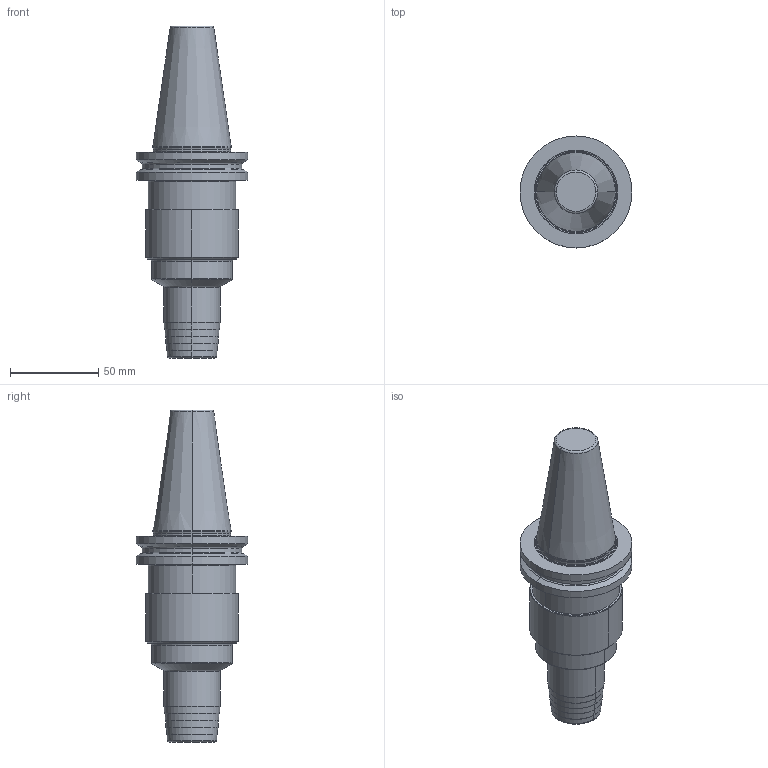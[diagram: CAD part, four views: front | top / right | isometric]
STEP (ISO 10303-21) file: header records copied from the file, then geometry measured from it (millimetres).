
FILE_DESCRIPTION((''),'2;1');
FILE_NAME('30870909','2020-09-09T08:51:48',('bahnemannr'),(''),'CREO PARAMETRIC BY PTC INC, 2019030','CREO PARAMETRIC BY PTC INC, 2019030','');
FILE_SCHEMA(('AP242_MANAGED_MODEL_BASED_3D_ENGINEERING_MIM_LF { 1 0 10303 442 1 1 4 }'));
Length unit declared in the file: millimetre
Products named in the file (1): 30870909
Bounding box: 63.55 x 63.55 x 188.4 mm (x, y, z)
Volume: 259654.4 mm3; surface area: 31801.5 mm2
Topology: 1 solids, 1 shells, 97 faces, 194 edges, 112 vertices
Faces by surface type: torus 36, cone 26, cylinder 20, plane 15
Entity records: 3884 total; most frequent: DIRECTION 584, CARTESIAN_POINT 427, ORIENTED_EDGE 384, AXIS2_PLACEMENT_3D 269, PRESENTATION_STYLE_ASSIGNMENT 198, STYLED_ITEM 198, CURVE_STYLE 197, EDGE_CURVE 192
